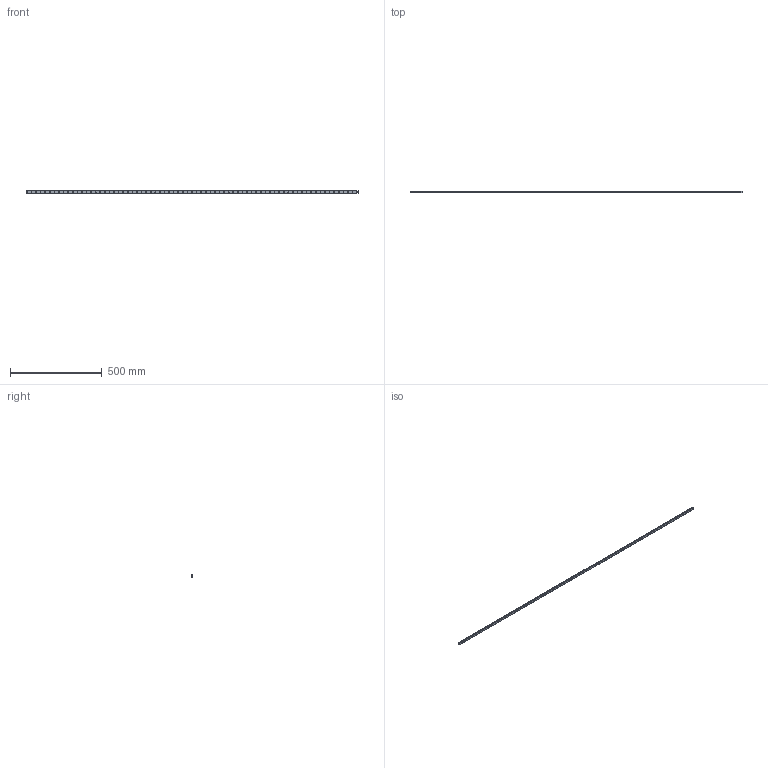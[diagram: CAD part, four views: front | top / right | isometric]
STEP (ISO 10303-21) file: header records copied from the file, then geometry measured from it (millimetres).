
FILE_DESCRIPTION (( 'STEP AP214' ), '1' );
FILE_NAME ('SRS12MSS-1810LTM_G5_0_0_0_0_0_1.STEP', '2021-08-10T12:34:34', ( '' ), ( '' ), 'SwSTEP 2.0', 'SolidWorks 2021', '' );
FILE_SCHEMA (( 'AUTOMOTIVE_DESIGN' ));
Length unit declared in the file: millimetre
Products named in the file (2): _SRS12M18105 Track; SRS12MSS-1810LTM_G5_0_0_0_0_0_1
Assembly tree (1 placements, depth 2):
  SRS12MSS-1810LTM_G5_0_0_0_0_0_1
    _SRS12M18105 Track
Bounding box: 1810 x 7.5 x 12 mm (x, y, z)
Volume: 146806.7 mm3; surface area: 78105.3 mm2
Topology: 1 solids, 1 shells, 405 faces, 988 edges, 658 vertices
Faces by surface type: cylinder 303, plane 102
Entity records: 12582 total; most frequent: DIRECTION 2388, CARTESIAN_POINT 2103, ORIENTED_EDGE 1976, AXIS2_PLACEMENT_3D 1007, EDGE_CURVE 988, VERTEX_POINT 658, EDGE_LOOP 624, CIRCLE 598
